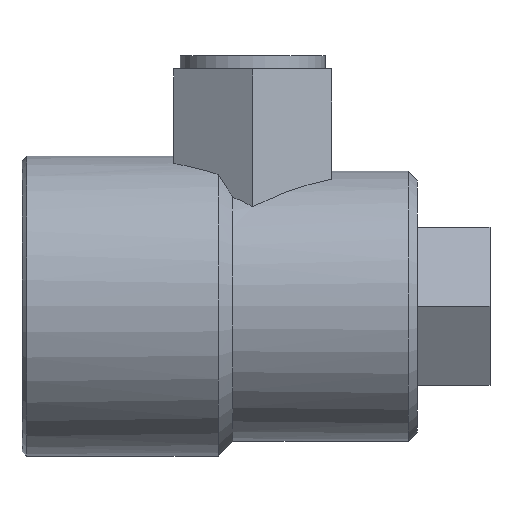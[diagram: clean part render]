
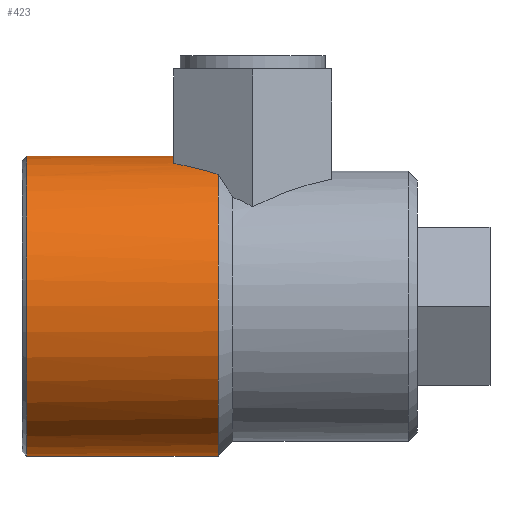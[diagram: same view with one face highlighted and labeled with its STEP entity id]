
A CAD part, left-side view. The second image highlights one B-rep face of the part: STEP entity #423.
In plain terms, the highlighted cylindrical face has radius 22.75 mm (diameter 45.5 mm), a full revolution.
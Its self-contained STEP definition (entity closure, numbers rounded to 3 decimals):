
#112=ELLIPSE('',#469,45.5,22.75);
#113=ELLIPSE('',#471,45.5,22.75);
#118=ORIENTED_EDGE('',*,*,#226,.F.);
#119=ORIENTED_EDGE('',*,*,#227,.F.);
#120=ORIENTED_EDGE('',*,*,#228,.F.);
#121=ORIENTED_EDGE('',*,*,#229,.F.);
#122=ORIENTED_EDGE('',*,*,#230,.T.);
#226=EDGE_CURVE('',#280,#281,#320,.T.);
#227=EDGE_CURVE('',#282,#280,#112,.T.);
#228=EDGE_CURVE('',#283,#282,#321,.T.);
#229=EDGE_CURVE('',#281,#283,#113,.T.);
#230=EDGE_CURVE('',#284,#284,#322,.T.);
#280=VERTEX_POINT('',#658);
#281=VERTEX_POINT('',#659);
#282=VERTEX_POINT('',#661);
#283=VERTEX_POINT('',#663);
#284=VERTEX_POINT('',#666);
#320=CIRCLE('',#468,22.75);
#321=CIRCLE('',#470,22.75);
#322=CIRCLE('',#472,22.75);
#336=EDGE_LOOP('',(#118,#119,#120,#121));
#337=EDGE_LOOP('',(#122));
#378=FACE_BOUND('',#336,.T.);
#379=FACE_BOUND('',#337,.T.);
#420=CYLINDRICAL_SURFACE('',#467,22.75);
#423=ADVANCED_FACE('',(#378,#379),#420,.T.);
#467=AXIS2_PLACEMENT_3D('',#656,#521,#522);
#468=AXIS2_PLACEMENT_3D('',#657,#523,#524);
#469=AXIS2_PLACEMENT_3D('',#660,#525,#526);
#470=AXIS2_PLACEMENT_3D('',#662,#527,#528);
#471=AXIS2_PLACEMENT_3D('',#664,#529,#530);
#472=AXIS2_PLACEMENT_3D('',#665,#531,#532);
#521=DIRECTION('',(0.,-1.,0.));
#522=DIRECTION('',(0.,0.,-1.));
#523=DIRECTION('',(0.,-1.,0.));
#524=DIRECTION('',(0.,0.,-1.));
#525=DIRECTION('',(0.,-0.5,0.866));
#526=DIRECTION('',(0.,-0.866,-0.5));
#527=DIRECTION('',(0.,-1.,0.));
#528=DIRECTION('',(0.,0.,-1.));
#529=DIRECTION('',(0.,-0.5,-0.866));
#530=DIRECTION('',(0.,-0.866,0.5));
#531=DIRECTION('',(0.,-1.,0.));
#532=DIRECTION('',(0.,0.,-1.));
#656=CARTESIAN_POINT('',(0.,11.,0.));
#657=CARTESIAN_POINT('',(0.,41.25,0.));
#658=CARTESIAN_POINT('',(-20.009,41.25,-10.825));
#659=CARTESIAN_POINT('',(-20.009,41.25,10.825));
#660=CARTESIAN_POINT('',(0.,60.,0.));
#661=CARTESIAN_POINT('',(-21.669,48.,-6.928));
#662=CARTESIAN_POINT('',(0.,48.,0.));
#663=CARTESIAN_POINT('',(-21.669,48.,6.928));
#664=CARTESIAN_POINT('',(0.,60.,0.));
#665=CARTESIAN_POINT('',(0.,70.293,0.));
#666=CARTESIAN_POINT('',(0.,70.293,-22.75));
